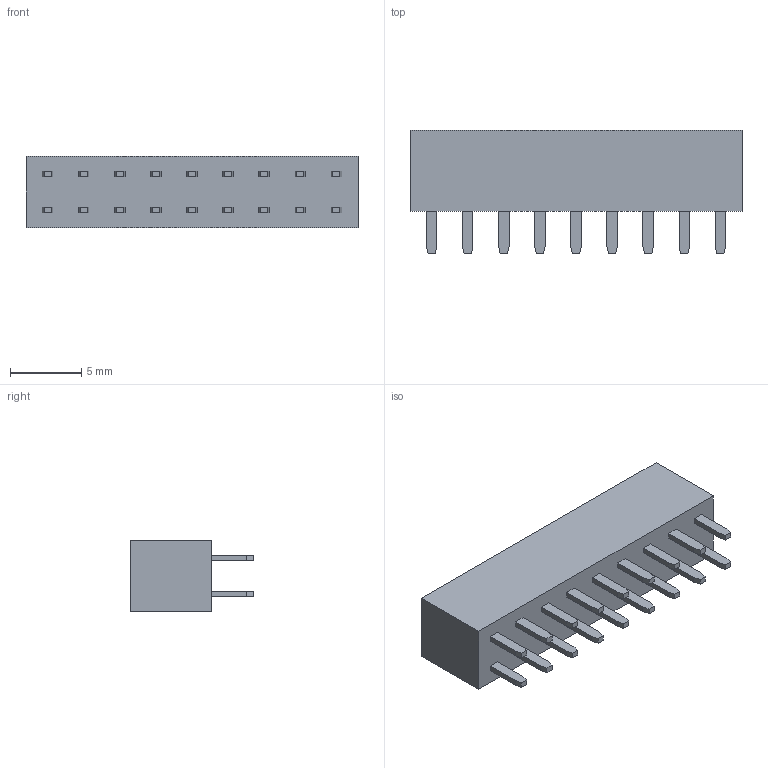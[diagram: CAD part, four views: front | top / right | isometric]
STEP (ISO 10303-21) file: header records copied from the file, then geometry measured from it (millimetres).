
FILE_DESCRIPTION( ('This file contains a STEP AP42 implementation' ,'as created by ZW3D STEP Interface translator.') ,'2;1' );
FILE_NAME( '2157-2XXSXXCYNX1.stp' ,'23 5 2.112913', (''), ('ZWCAD Software Co.'), 'Version 1.0', 'ZW3D to STEP translator', '' );
FILE_SCHEMA(('AUTOMOTIVE_DESIGN { 1 0 10303 214 1 1 1 1 }'));
Length unit declared in the file: millimetre
Products named in the file (2): 0; 2157-220SXXCYNX1
Bounding box: 23.36 x 8.7 x 5 mm (x, y, z)
Volume: 550.4 mm3; surface area: 1504.7 mm2
Topology: 1 solids, 1 shells, 1192 faces, 3595 edges, 2388 vertices
Faces by surface type: plane 886, cylinder 252, bspline 54
Entity records: 52200 total; most frequent: CARTESIAN_POINT 24583, ORIENTED_EDGE 7224, EDGE_CURVE 3595, B_SPLINE_CURVE_WITH_KNOTS 3017, DIRECTION 2856, VERTEX_POINT 2388, EDGE_LOOP 1336, FACE_OUTER_BOUND 1192
